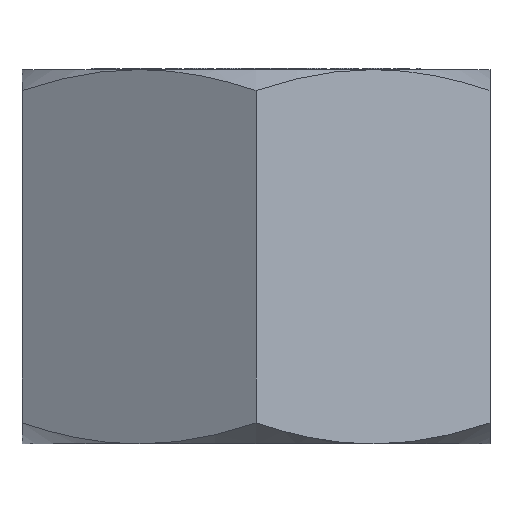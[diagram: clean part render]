
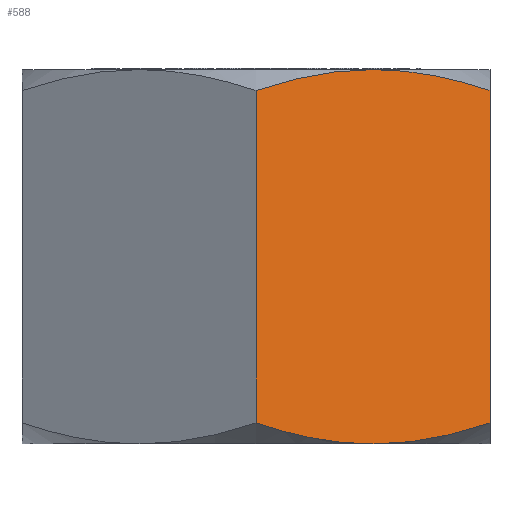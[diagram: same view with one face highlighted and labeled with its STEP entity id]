
A CAD part, front view. The second image highlights one B-rep face of the part: STEP entity #588.
In plain terms, the highlighted planar face has unit normal (0.5, -0.866, 0).
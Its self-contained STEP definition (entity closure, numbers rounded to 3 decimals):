
#143 =( BOUNDED_CURVE ( )  B_SPLINE_CURVE ( 2, ( #8303, #8301, #8300 ),
 .UNSPECIFIED., .F., .F. ) 
 B_SPLINE_CURVE_WITH_KNOTS ( ( 3, 3 ),
 ( 1.741, 2.737 ),
 .UNSPECIFIED. ) 
 CURVE ( )  GEOMETRIC_REPRESENTATION_ITEM ( )  RATIONAL_B_SPLINE_CURVE ( ( 1., 1.068, 1.058 ) ) 
 REPRESENTATION_ITEM ( '' )  );
#332 =( BOUNDED_CURVE ( )  B_SPLINE_CURVE ( 2, ( #12570, #12571, #12569 ),
 .UNSPECIFIED., .F., .F. ) 
 B_SPLINE_CURVE_WITH_KNOTS ( ( 3, 3 ),
 ( 0.745, 1.741 ),
 .UNSPECIFIED. ) 
 CURVE ( )  GEOMETRIC_REPRESENTATION_ITEM ( )  RATIONAL_B_SPLINE_CURVE ( ( 1.058, 1.068, 1. ) ) 
 REPRESENTATION_ITEM ( '' )  );
#334 =( BOUNDED_CURVE ( )  B_SPLINE_CURVE ( 2, ( #12685, #12686, #12932 ),
 .UNSPECIFIED., .F., .F. ) 
 B_SPLINE_CURVE_WITH_KNOTS ( ( 3, 3 ),
 ( 1.741, 2.737 ),
 .UNSPECIFIED. ) 
 CURVE ( )  GEOMETRIC_REPRESENTATION_ITEM ( )  RATIONAL_B_SPLINE_CURVE ( ( 1., 1.068, 1.058 ) ) 
 REPRESENTATION_ITEM ( '' )  );
#349 =( BOUNDED_CURVE ( )  B_SPLINE_CURVE ( 2, ( #12706, #12705, #12704 ),
 .UNSPECIFIED., .F., .F. ) 
 B_SPLINE_CURVE_WITH_KNOTS ( ( 3, 3 ),
 ( 0.745, 1.741 ),
 .UNSPECIFIED. ) 
 CURVE ( )  GEOMETRIC_REPRESENTATION_ITEM ( )  RATIONAL_B_SPLINE_CURVE ( ( 1.058, 1.068, 1. ) ) 
 REPRESENTATION_ITEM ( '' )  );
#588 = ADVANCED_FACE ( 'NONE', ( #7304 ), #11188, .T. ) ;
#798 = LINE ( 'NONE', #8705, #799 ) ;
#799 = VECTOR ( 'NONE', #8704, 1000. ) ;
#800 = LINE ( 'NONE', #8703, #801 ) ;
#801 = VECTOR ( 'NONE', #8702, 1000. ) ;
#1207 = VERTEX_POINT ( 'NONE', #1766 ) ;
#1229 = VERTEX_POINT ( 'NONE', #1773 ) ;
#1380 = VERTEX_POINT ( 'NONE', #2288 ) ;
#1766 = CARTESIAN_POINT ( 'NONE',  ( 0., -17.321, 22.66 ) ) ;
#1773 = CARTESIAN_POINT ( 'NONE',  ( 0., -17.321, 1.34 ) ) ;
#2288 = CARTESIAN_POINT ( 'NONE',  ( 15., -8.66, 1.34 ) ) ;
#3045 = AXIS2_PLACEMENT_3D ( 'NONE', #11850, #11754, #11655 ) ;
#4435 = CARTESIAN_POINT ( 'NONE',  ( 7.5, -12.99, 0. ) ) ;
#4494 = CARTESIAN_POINT ( 'NONE',  ( 15., -8.66, 22.66 ) ) ;
#4558 = CARTESIAN_POINT ( 'NONE',  ( 7.5, -12.99, 24. ) ) ;
#5812 = EDGE_CURVE ( 'NONE', #10350, #10403, #332, .T. ) ;
#5822 = EDGE_CURVE ( 'NONE', #10295, #1380, #334, .T. ) ;
#5872 = EDGE_CURVE ( 'NONE', #1229, #10295, #349, .T. ) ;
#6615 = EDGE_CURVE ( 'NONE', #1229, #1207, #798, .T. ) ;
#6616 = EDGE_CURVE ( 'NONE', #1380, #10350, #800, .T. ) ;
#6665 = EDGE_CURVE ( 'NONE', #10403, #1207, #143, .T. ) ;
#7304 = FACE_OUTER_BOUND ( 'NONE', #10861, .T. ) ;
#8038 = ORIENTED_EDGE ( 'NONE', *, *, #6616, .T. ) ;
#8300 = CARTESIAN_POINT ( 'NONE',  ( 0., -17.321, 22.66 ) ) ;
#8301 = CARTESIAN_POINT ( 'NONE',  ( 4.019, -15., 24. ) ) ;
#8303 = CARTESIAN_POINT ( 'NONE',  ( 7.5, -12.99, 24. ) ) ;
#8702 = DIRECTION ( 'NONE',  ( 0., 0., 1. ) ) ;
#8703 = CARTESIAN_POINT ( 'NONE',  ( 15., -8.66, 0. ) ) ;
#8704 = DIRECTION ( 'NONE',  ( 0., 0., 1. ) ) ;
#8705 = CARTESIAN_POINT ( 'NONE',  ( 0., -17.321, 0. ) ) ;
#10295 = VERTEX_POINT ( 'NONE', #4435 ) ;
#10350 = VERTEX_POINT ( 'NONE', #4494 ) ;
#10403 = VERTEX_POINT ( 'NONE', #4558 ) ;
#10526 = ORIENTED_EDGE ( 'NONE', *, *, #6615, .F. ) ;
#10551 = ORIENTED_EDGE ( 'NONE', *, *, #5812, .T. ) ;
#10587 = ORIENTED_EDGE ( 'NONE', *, *, #6665, .T. ) ;
#10588 = ORIENTED_EDGE ( 'NONE', *, *, #5872, .T. ) ;
#10804 = ORIENTED_EDGE ( 'NONE', *, *, #5822, .T. ) ;
#10861 = EDGE_LOOP ( 'NONE', ( #10551, #10587, #10526, #10588, #10804, #8038 ) ) ;
#11188 = PLANE ( 'NONE',  #3045 ) ;
#11655 = DIRECTION ( 'NONE',  ( 0.866, 0.5, 0. ) ) ;
#11754 = DIRECTION ( 'NONE',  ( 0.5, -0.866, 0. ) ) ;
#11850 = CARTESIAN_POINT ( 'NONE',  ( 0., -17.321, 0. ) ) ;
#12569 = CARTESIAN_POINT ( 'NONE',  ( 7.5, -12.99, 24. ) ) ;
#12570 = CARTESIAN_POINT ( 'NONE',  ( 15., -8.66, 22.66 ) ) ;
#12571 = CARTESIAN_POINT ( 'NONE',  ( 10.981, -10.981, 24. ) ) ;
#12685 = CARTESIAN_POINT ( 'NONE',  ( 7.5, -12.99, 0. ) ) ;
#12686 = CARTESIAN_POINT ( 'NONE',  ( 10.981, -10.981, 0. ) ) ;
#12704 = CARTESIAN_POINT ( 'NONE',  ( 7.5, -12.99, 0. ) ) ;
#12705 = CARTESIAN_POINT ( 'NONE',  ( 4.019, -15., 0. ) ) ;
#12706 = CARTESIAN_POINT ( 'NONE',  ( 0., -17.321, 1.34 ) ) ;
#12932 = CARTESIAN_POINT ( 'NONE',  ( 15., -8.66, 1.34 ) ) ;
